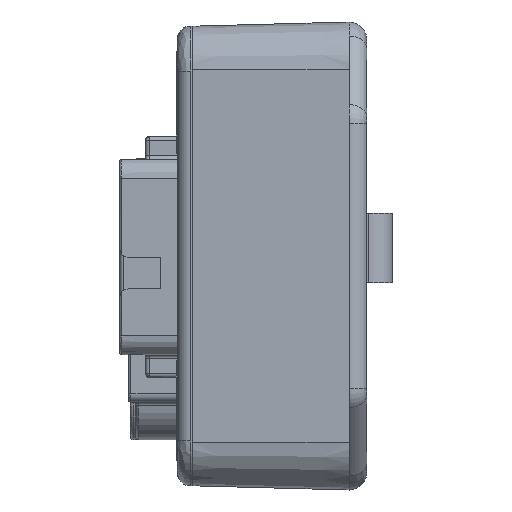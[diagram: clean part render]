
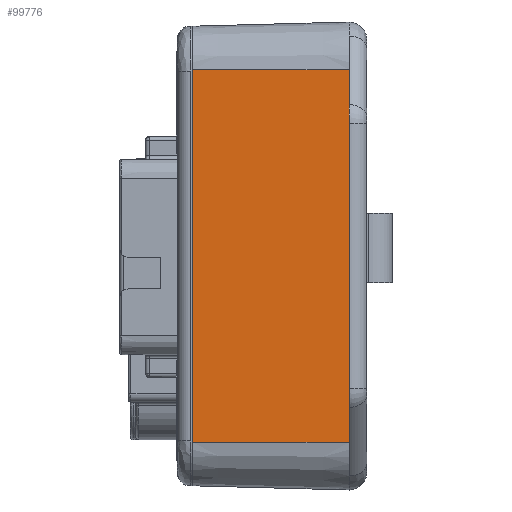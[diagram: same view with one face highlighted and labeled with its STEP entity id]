
A CAD part, left-side view. The second image highlights one B-rep face of the part: STEP entity #99776.
In plain terms, the highlighted planar face has unit normal (-1, 0.027, 0).
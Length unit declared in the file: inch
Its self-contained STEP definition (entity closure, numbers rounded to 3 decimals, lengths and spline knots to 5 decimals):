
#2877 = LINE ( 'NONE', #43599, #94413 ) ;
#4296 = DIRECTION ( 'NONE',  ( -0.027, -1., 0. ) ) ;
#4809 = LINE ( 'NONE', #27975, #69860 ) ;
#7516 = EDGE_CURVE ( 'NONE', #45230, #33743, #35008, .T. ) ;
#13609 = ORIENTED_EDGE ( 'NONE', *, *, #7516, .T. ) ;
#14487 = EDGE_CURVE ( 'NONE', #30468, #32929, #2877, .T. ) ;
#16963 = EDGE_LOOP ( 'NONE', ( #27296, #13609, #87569, #55590 ) ) ;
#18650 = PLANE ( 'NONE',  #94720 ) ;
#19041 = DIRECTION ( 'NONE',  ( 0., 0., -1. ) ) ;
#24266 = LINE ( 'NONE', #40259, #47518 ) ;
#25889 = CARTESIAN_POINT ( 'NONE',  ( -2.30255, -1.125, 1.3345 ) ) ;
#26206 = CARTESIAN_POINT ( 'NONE',  ( -2.2725, 0., 1.3345 ) ) ;
#27296 = ORIENTED_EDGE ( 'NONE', *, *, #37941, .F. ) ;
#27894 = FACE_OUTER_BOUND ( 'NONE', #16963, .T. ) ;
#27975 = CARTESIAN_POINT ( 'NONE',  ( -2.28752, -0.5625, 1.3345 ) ) ;
#30468 = VERTEX_POINT ( 'NONE', #25889 ) ;
#32929 = VERTEX_POINT ( 'NONE', #37833 ) ;
#33743 = VERTEX_POINT ( 'NONE', #76471 ) ;
#34312 = DIRECTION ( 'NONE',  ( 0., 0., -1. ) ) ;
#35008 = LINE ( 'NONE', #73284, #62490 ) ;
#37833 = CARTESIAN_POINT ( 'NONE',  ( -2.30255, -1.125, -1.3345 ) ) ;
#37941 = EDGE_CURVE ( 'NONE', #45230, #30468, #4809, .T. ) ;
#40259 = CARTESIAN_POINT ( 'NONE',  ( -2.28752, -0.5625, -1.3345 ) ) ;
#41863 = DIRECTION ( 'NONE',  ( -1., 0.027, 0. ) ) ;
#43392 = DIRECTION ( 'NONE',  ( -0.027, -1., 0. ) ) ;
#43599 = CARTESIAN_POINT ( 'NONE',  ( -2.30255, -1.125, 1.3345 ) ) ;
#45230 = VERTEX_POINT ( 'NONE', #26206 ) ;
#47518 = VECTOR ( 'NONE', #54755, 39.37008 ) ;
#54755 = DIRECTION ( 'NONE',  ( 0.027, 1., 0. ) ) ;
#55590 = ORIENTED_EDGE ( 'NONE', *, *, #14487, .F. ) ;
#62490 = VECTOR ( 'NONE', #19041, 39.37008 ) ;
#67500 = EDGE_CURVE ( 'NONE', #32929, #33743, #24266, .T. ) ;
#69860 = VECTOR ( 'NONE', #4296, 39.37008 ) ;
#73284 = CARTESIAN_POINT ( 'NONE',  ( -2.2725, 0., -1.3345 ) ) ;
#73896 = CARTESIAN_POINT ( 'NONE',  ( -2.2725, 0., -1.3345 ) ) ;
#76471 = CARTESIAN_POINT ( 'NONE',  ( -2.2725, 0., -1.3345 ) ) ;
#87569 = ORIENTED_EDGE ( 'NONE', *, *, #67500, .F. ) ;
#94413 = VECTOR ( 'NONE', #34312, 39.37008 ) ;
#94720 = AXIS2_PLACEMENT_3D ( 'NONE', #73896, #41863, #43392 ) ;
#99776 = ADVANCED_FACE ( 'NONE', ( #27894 ), #18650, .T. ) ;
